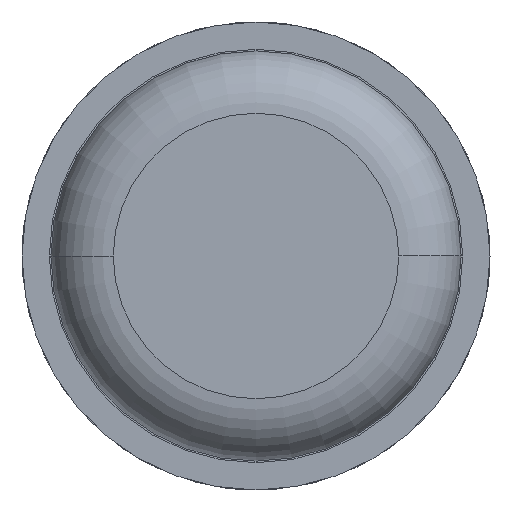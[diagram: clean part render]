
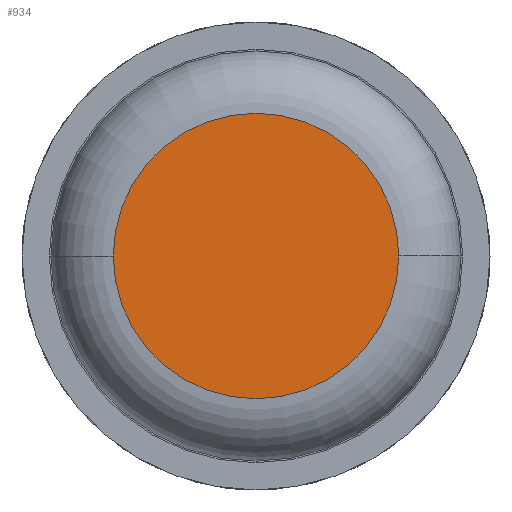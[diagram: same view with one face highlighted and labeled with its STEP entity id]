
A CAD part, front view. The second image highlights one B-rep face of the part: STEP entity #934.
In plain terms, the highlighted planar face has unit normal (0, -1, 0).
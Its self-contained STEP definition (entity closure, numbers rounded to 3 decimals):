
#442 = DIRECTION ( 'NONE',  ( -1., 0., 0. ) ) ;
#461 = ORIENTED_EDGE ( 'NONE', *, *, #3146, .T. ) ;
#496 = DIRECTION ( 'NONE',  ( -1., 0., 0. ) ) ;
#529 = FACE_OUTER_BOUND ( 'NONE', #2847, .T. ) ;
#557 = VERTEX_POINT ( 'NONE', #731 ) ;
#731 = CARTESIAN_POINT ( 'NONE',  ( 0.915, 0., 0. ) ) ;
#789 = CARTESIAN_POINT ( 'NONE',  ( 0., 0., 0. ) ) ;
#934 = ADVANCED_FACE ( 'Defeature ausgef�hrt1_6', ( #529 ), #3591, .F. ) ;
#1415 = AXIS2_PLACEMENT_3D ( 'NONE', #789, #2973, #496 ) ;
#1729 = CIRCLE ( 'NONE', #3341, 0.915 ) ;
#1805 = EDGE_CURVE ( 'Defeature ausgef�hrt1_6+Defeature ausgef�hrt1_7+Defeature ausgef�hrt1_7+Defeature ausgef�hrt1_7', #2639, #557, #1729, .T. ) ;
#2332 = DIRECTION ( 'NONE',  ( 0., -1., 0. ) ) ;
#2417 = CIRCLE ( 'NONE', #3738, 0.915 ) ;
#2639 = VERTEX_POINT ( 'NONE', #2722 ) ;
#2722 = CARTESIAN_POINT ( 'NONE',  ( -0.915, 0., 0. ) ) ;
#2847 = EDGE_LOOP ( 'NONE', ( #4041, #461 ) ) ;
#2973 = DIRECTION ( 'NONE',  ( 0., 1., 0. ) ) ;
#3073 = DIRECTION ( 'NONE',  ( 0., -1., 0. ) ) ;
#3146 = EDGE_CURVE ( 'Defeature ausgef�hrt1_6+Defeature ausgef�hrt1_7+Defeature ausgef�hrt1_7+Defeature ausgef�hrt1_7', #557, #2639, #2417, .T. ) ;
#3341 = AXIS2_PLACEMENT_3D ( 'NONE', #3643, #3073, #3376 ) ;
#3376 = DIRECTION ( 'NONE',  ( -1., 0., 0. ) ) ;
#3507 = CARTESIAN_POINT ( 'NONE',  ( 0., 0., 0. ) ) ;
#3591 = PLANE ( 'NONE',  #1415 ) ;
#3643 = CARTESIAN_POINT ( 'NONE',  ( 0., 0., 0. ) ) ;
#3738 = AXIS2_PLACEMENT_3D ( 'NONE', #3507, #2332, #442 ) ;
#4041 = ORIENTED_EDGE ( 'NONE', *, *, #1805, .T. ) ;
